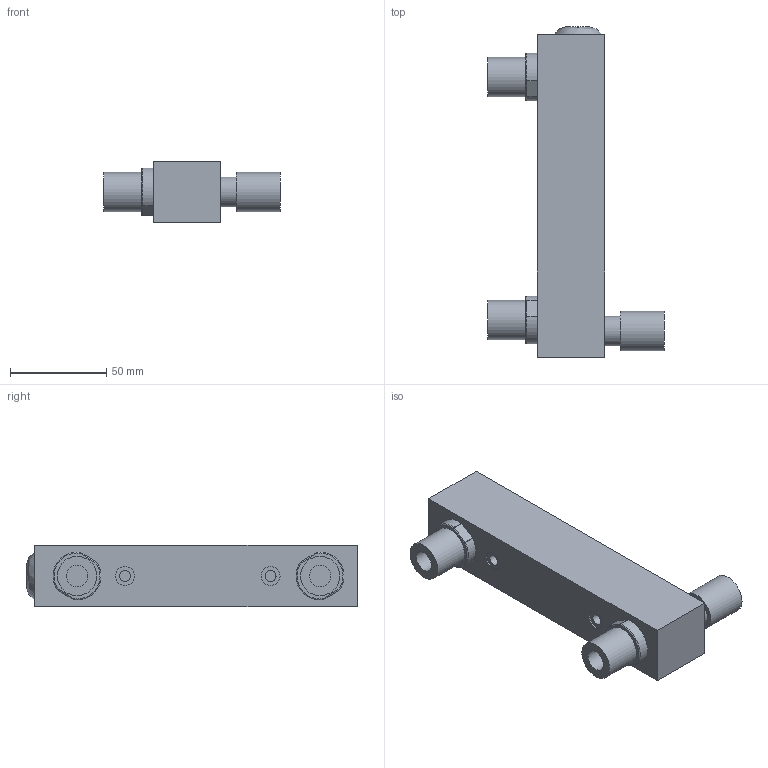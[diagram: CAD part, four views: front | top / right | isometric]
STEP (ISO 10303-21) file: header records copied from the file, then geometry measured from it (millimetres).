
FILE_DESCRIPTION(/* description */ (''),/* implementation_level */ '2;1');
FILE_NAME(/* name */ 'LZM-15ZT_rotameter_06-6_M3-H.stp',/* time_stamp */ '2020-07-28T17:16:54-04:00',/* author */ ('Samuel'),/* organization */ (''),/* preprocessor_version */ 'ST-DEVELOPER v18',/* originating_system */ 'Autodesk Inventor 2020',/* authorisation */ '');
FILE_SCHEMA (('AUTOMOTIVE_DESIGN { 1 0 10303 214 3 1 1 }'));
Length unit declared in the file: millimetre
Products named in the file (1): LZM-15ZT_rotameter_06-6_M3-H
Bounding box: 91.5 x 171.7 x 31.9 mm (x, y, z)
Volume: 211288.5 mm3; surface area: 31993.5 mm2
Topology: 1 solids, 1 shells, 68 faces, 152 edges, 99 vertices
Faces by surface type: plane 29, cylinder 26, sphere 8, torus 4, bspline 1
Full cylindrical faces by diameter (mm): 5.7 x2, 9.9 x2, 11.08 x2, 15.3 x1, 20.4 x3
Entity records: 2087 total; most frequent: CARTESIAN_POINT 384, DIRECTION 368, ORIENTED_EDGE 304, AXIS2_PLACEMENT_3D 154, EDGE_CURVE 152, VERTEX_POINT 99, CIRCLE 86, EDGE_LOOP 81
